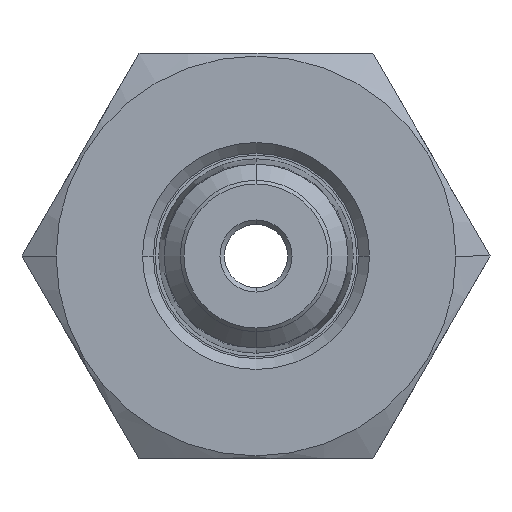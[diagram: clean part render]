
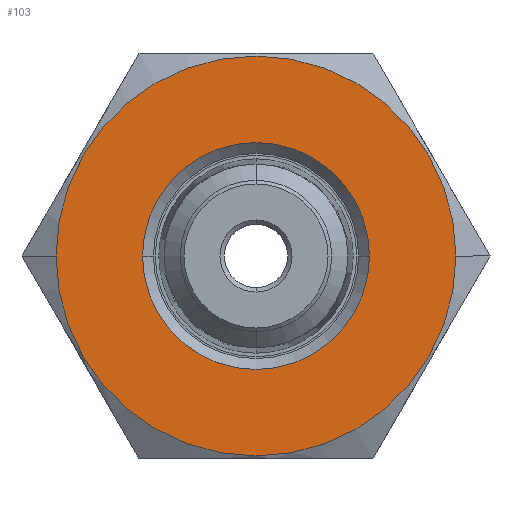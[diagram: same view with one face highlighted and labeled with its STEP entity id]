
A CAD part, left-side view. The second image highlights one B-rep face of the part: STEP entity #103.
In plain terms, the highlighted planar face has unit normal (-1, 0, 0).
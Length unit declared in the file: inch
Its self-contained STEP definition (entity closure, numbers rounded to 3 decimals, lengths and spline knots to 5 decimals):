
#103 = ADVANCED_FACE ( 'NONE', ( #2271, #2242 ), #570, .T. ) ;
#272 = CARTESIAN_POINT ( 'NONE',  ( 0.2971, 0.00316, 0. ) ) ;
#316 = CARTESIAN_POINT ( 'NONE',  ( 0.2971, -0.62684, 0. ) ) ;
#341 = CARTESIAN_POINT ( 'NONE',  ( 0.2971, 0.24316, 0. ) ) ;
#509 = DIRECTION ( 'NONE',  ( 0., -1., 0. ) ) ;
#554 = CARTESIAN_POINT ( 'NONE',  ( 0.2971, 0.00316, 0. ) ) ;
#570 = PLANE ( 'NONE',  #2608 ) ;
#573 = DIRECTION ( 'NONE',  ( -1., 0., 0. ) ) ;
#855 = CARTESIAN_POINT ( 'NONE',  ( 0.2971, -0.86684, 0. ) ) ;
#1033 = CIRCLE ( 'NONE', #2419, 0.315 ) ;
#1042 = CIRCLE ( 'NONE', #2421, 0.555 ) ;
#1224 = CIRCLE ( 'NONE', #2440, 0.315 ) ;
#1246 = CIRCLE ( 'NONE', #2441, 0.555 ) ;
#1311 = CARTESIAN_POINT ( 'NONE',  ( 0.2971, -0.31184, 0. ) ) ;
#1312 = DIRECTION ( 'NONE',  ( 1., 0., 0. ) ) ;
#1313 = DIRECTION ( 'NONE',  ( 0., 1., 0. ) ) ;
#1320 = CARTESIAN_POINT ( 'NONE',  ( 0.2971, -0.31184, 0. ) ) ;
#1321 = DIRECTION ( 'NONE',  ( 1., 0., 0. ) ) ;
#1322 = DIRECTION ( 'NONE',  ( 0., 1., 0. ) ) ;
#1524 = CARTESIAN_POINT ( 'NONE',  ( 0.2971, -0.31184, 0. ) ) ;
#1525 = DIRECTION ( 'NONE',  ( 1., 0., 0. ) ) ;
#1526 = DIRECTION ( 'NONE',  ( 0., 1., 0. ) ) ;
#1530 = CARTESIAN_POINT ( 'NONE',  ( 0.2971, -0.31184, 0. ) ) ;
#1531 = DIRECTION ( 'NONE',  ( 1., 0., 0. ) ) ;
#1532 = DIRECTION ( 'NONE',  ( 0., 1., 0. ) ) ;
#1705 = VERTEX_POINT ( 'NONE', #316 ) ;
#1708 = ORIENTED_EDGE ( 'NONE', *, *, #2699, .F. ) ;
#1717 = ORIENTED_EDGE ( 'NONE', *, *, #2749, .F. ) ;
#1756 = VERTEX_POINT ( 'NONE', #341 ) ;
#1788 = ORIENTED_EDGE ( 'NONE', *, *, #2751, .T. ) ;
#1965 = VERTEX_POINT ( 'NONE', #272 ) ;
#2036 = ORIENTED_EDGE ( 'NONE', *, *, #2703, .T. ) ;
#2063 = VERTEX_POINT ( 'NONE', #855 ) ;
#2087 = EDGE_LOOP ( 'NONE', ( #1708, #1717 ) ) ;
#2220 = EDGE_LOOP ( 'NONE', ( #2036, #1788 ) ) ;
#2242 = FACE_OUTER_BOUND ( 'NONE', #2087, .T. ) ;
#2271 = FACE_BOUND ( 'NONE', #2220, .T. ) ;
#2419 = AXIS2_PLACEMENT_3D ( 'NONE', #1530, #1531, #1532 ) ;
#2421 = AXIS2_PLACEMENT_3D ( 'NONE', #1524, #1525, #1526 ) ;
#2440 = AXIS2_PLACEMENT_3D ( 'NONE', #1320, #1321, #1322 ) ;
#2441 = AXIS2_PLACEMENT_3D ( 'NONE', #1311, #1312, #1313 ) ;
#2608 = AXIS2_PLACEMENT_3D ( 'NONE', #554, #573, #509 ) ;
#2699 = EDGE_CURVE ( 'NONE', #1756, #2063, #1246, .T. ) ;
#2703 = EDGE_CURVE ( 'NONE', #1705, #1965, #1224, .T. ) ;
#2749 = EDGE_CURVE ( 'NONE', #2063, #1756, #1042, .T. ) ;
#2751 = EDGE_CURVE ( 'NONE', #1965, #1705, #1033, .T. ) ;
